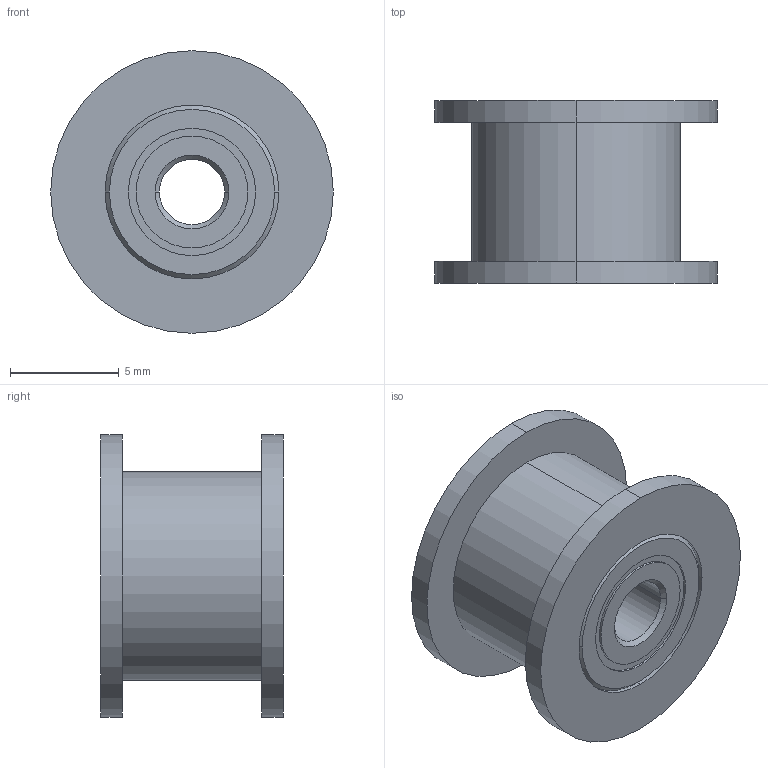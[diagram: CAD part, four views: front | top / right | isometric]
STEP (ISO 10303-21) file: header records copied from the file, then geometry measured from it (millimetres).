
FILE_DESCRIPTION (( 'STEP AP214' ), '1' );
FILE_NAME ('16T W6 B3 Without T.STEP', '2019-08-27T00:58:17', ( '' ), ( '' ), 'SwSTEP 2.0', 'SolidWorks 2018', '' );
FILE_SCHEMA (( 'AUTOMOTIVE_DESIGN' ));
Length unit declared in the file: millimetre
Products named in the file (3): 16T W6 B3 Without T, 693-2Z BEARING, 8 mm OD, 3 mm ID, 4 mm WIDTH_DEFAULT; 16T W6 B3 Without T, Idler Pulley; 16T W6 B3 Without T
Assembly tree (3 placements, depth 2):
  16T W6 B3 Without T
    16T W6 B3 Without T, Idler Pulley
    16T W6 B3 Without T, 693-2Z BEARING, 8 mm OD, 3 mm ID, 4 mm WIDTH_DEFAULT  x2
Bounding box: 13 x 8.4 x 13 mm (x, y, z)
Volume: 647.5 mm3; surface area: 2010.1 mm2
Topology: 33 solids, 33 shells, 150 faces, 372 edges, 244 vertices
Faces by surface type: cylinder 52, sphere 48, plane 22, cone 16, torus 12
Entity records: 2575 total; most frequent: DIRECTION 428, CARTESIAN_POINT 332, ORIENTED_EDGE 288, AXIS2_PLACEMENT_3D 194, EDGE_CURVE 144, CIRCLE 104, EDGE_LOOP 98, VERTEX_POINT 98
